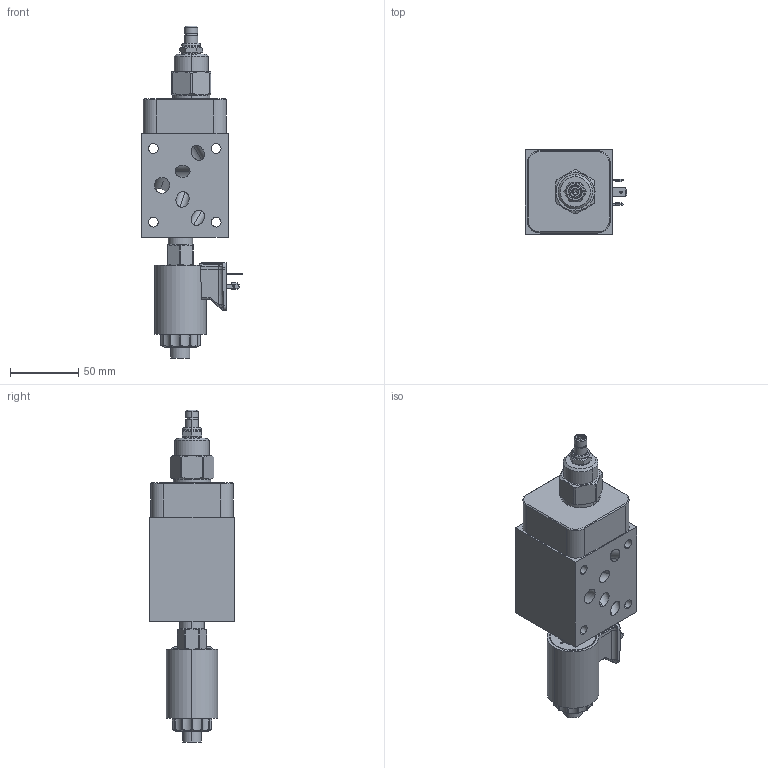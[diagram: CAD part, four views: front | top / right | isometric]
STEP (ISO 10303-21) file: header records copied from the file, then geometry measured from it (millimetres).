
FILE_DESCRIPTION((''),'2;1');
FILE_NAME('XRJMLANFA224_ASM','2019-07-26T',('ProEService'),(''),'PRO/ENGINEER BY PARAMETRIC TECHNOLOGY CORPORATION, 2014200','PRO/ENGINEER BY PARAMETRIC TECHNOLOGY CORPORATION, 2014200','');
FILE_SCHEMA(('CONFIG_CONTROL_DESIGN'));
Length unit declared in the file: inch
Products named in the file (6): 155-623; RVEALAN; DTAFMHN224; 500-001-014; 700-001; XRJMLANFA224_ASM
Assembly tree (5 placements, depth 2):
  XRJMLANFA224_ASM
    155-623
    RVEALAN
    DTAFMHN224
    500-001-014
    700-001
Bounding box: 74.14 x 61.93 x 243.1 mm (x, y, z)
Volume: 445528.8 mm3; surface area: 106562.9 mm2
Topology: 6 solids, 8 shells, 1086 faces, 3271 edges, 2439 vertices
Faces by surface type: cylinder 412, plane 354, cone 164, torus 85, bspline 38, sphere 19, revolution 14
Entity records: 44360 total; most frequent: CARTESIAN_POINT 15936, DIRECTION 5768, ORIENTED_EDGE 5328, EDGE_CURVE 2664, AXIS2_PLACEMENT_3D 1993, VECTOR 1768, LINE 1768, VERTEX_POINT 1655
